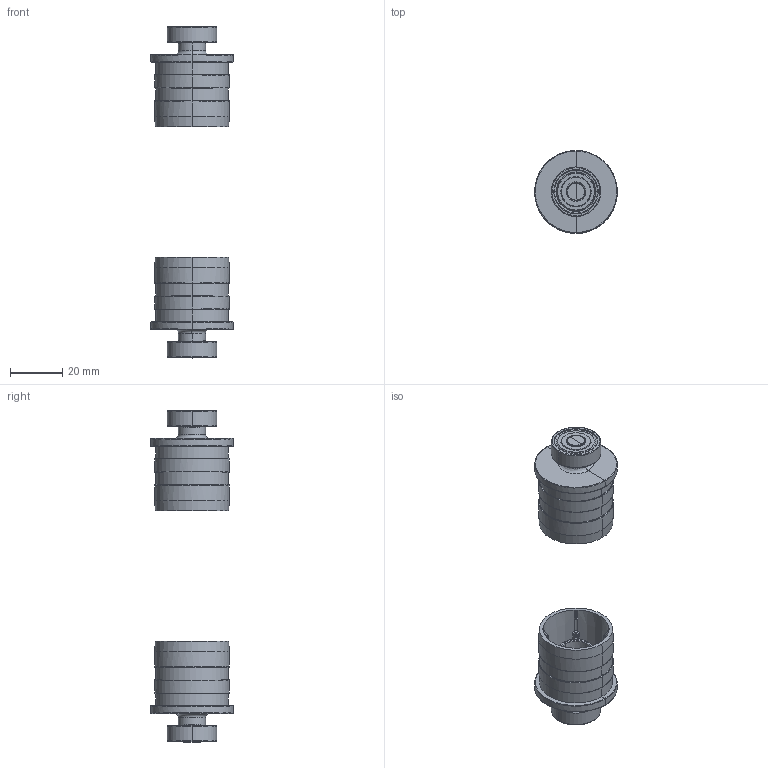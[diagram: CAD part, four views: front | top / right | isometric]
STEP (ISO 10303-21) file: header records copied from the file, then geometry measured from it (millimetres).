
FILE_DESCRIPTION (( 'STEP AP203' ), '1' );
FILE_NAME ('062CIL11K.STEP', '2019-06-05T11:18:50', ( '' ), ( '' ), 'SwSTEP 2.0', 'SolidWorks 2017', '' );
FILE_SCHEMA (( 'CONFIG_CONTROL_DESIGN' ));
Length unit declared in the file: millimetre
Products named in the file (8): 340ME052; 062CIL11KR01; 062CIL11K; 1_5; 1; 1_4; 1_3; 1_2
Assembly tree (9 placements, depth 3):
  062CIL11K
    062CIL11KR01  x2
    340ME052  x2
      1
      1_2
      1_3
      1_4
      1_5
Bounding box: 31.7 x 31.7 x 127.6 mm (x, y, z)
Volume: 17724.2 mm3; surface area: 21060.7 mm2
Topology: 12 solids, 12 shells, 534 faces, 1268 edges, 740 vertices
Faces by surface type: bspline 186, cone 128, plane 128, cylinder 80, torus 12
Entity records: 12100 total; most frequent: CARTESIAN_POINT 5977, ORIENTED_EDGE 1204, DIRECTION 941, EDGE_CURVE 602, AXIS2_PLACEMENT_3D 415, VERTEX_POINT 370, EDGE_LOOP 300, ADVANCED_FACE 267
